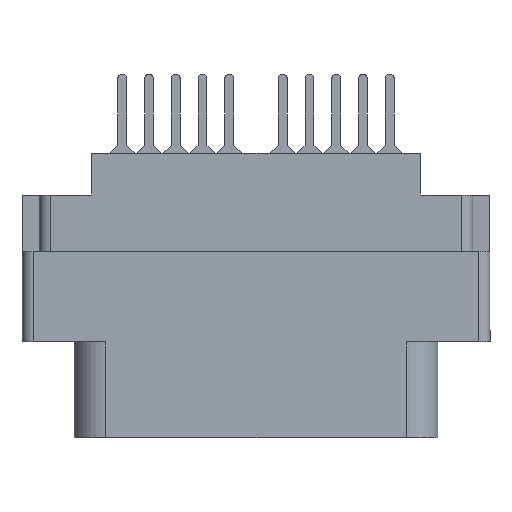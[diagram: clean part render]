
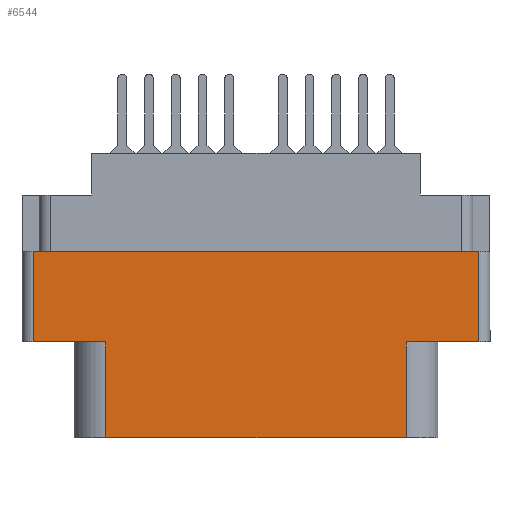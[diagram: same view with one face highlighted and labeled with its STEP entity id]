
A CAD part, front view. The second image highlights one B-rep face of the part: STEP entity #6544.
In plain terms, the highlighted planar face has unit normal (0, -1, 0).
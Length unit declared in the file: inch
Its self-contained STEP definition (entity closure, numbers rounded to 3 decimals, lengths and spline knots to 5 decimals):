
#335 = LINE ( 'NONE', #14695, #1012 ) ;
#521 = EDGE_CURVE ( 'NONE', #20792, #13598, #335, .T. ) ;
#557 = EDGE_CURVE ( 'NONE', #2875, #26684, #24241, .T. ) ;
#1012 = VECTOR ( 'NONE', #7847, 39.37008 ) ;
#2730 = PLANE ( 'NONE',  #6609 ) ;
#2875 = VERTEX_POINT ( 'NONE', #24001 ) ;
#3062 = LINE ( 'NONE', #5088, #22881 ) ;
#4260 = VERTEX_POINT ( 'NONE', #17517 ) ;
#4748 = VECTOR ( 'NONE', #8497, 39.37008 ) ;
#5088 = CARTESIAN_POINT ( 'NONE',  ( 0.624, -0.343, -0.798 ) ) ;
#5770 = LINE ( 'NONE', #6331, #4748 ) ;
#6331 = CARTESIAN_POINT ( 'NONE',  ( -0.624, -0.343, -0.798 ) ) ;
#6544 = ADVANCED_FACE ( 'NONE', ( #18424 ), #2730, .T. ) ;
#6592 = ORIENTED_EDGE ( 'NONE', *, *, #557, .T. ) ;
#6609 = AXIS2_PLACEMENT_3D ( 'NONE', #24214, #24579, #17678 ) ;
#6774 = CARTESIAN_POINT ( 'NONE',  ( 0.42052, -0.343, -0.529 ) ) ;
#7029 = ORIENTED_EDGE ( 'NONE', *, *, #10756, .T. ) ;
#7522 = DIRECTION ( 'NONE',  ( 1., 0., 0. ) ) ;
#7847 = DIRECTION ( 'NONE',  ( 0., 0., 1. ) ) ;
#7926 = EDGE_CURVE ( 'NONE', #26684, #20792, #20587, .T. ) ;
#8497 = DIRECTION ( 'NONE',  ( 0., 0., -1. ) ) ;
#8902 = ORIENTED_EDGE ( 'NONE', *, *, #7926, .T. ) ;
#9649 = VERTEX_POINT ( 'NONE', #21152 ) ;
#10018 = EDGE_LOOP ( 'NONE', ( #20045, #13662, #27897, #6592, #8902, #10072, #26769, #7029 ) ) ;
#10072 = ORIENTED_EDGE ( 'NONE', *, *, #521, .T. ) ;
#10756 = EDGE_CURVE ( 'NONE', #4260, #27130, #3062, .T. ) ;
#11308 = CARTESIAN_POINT ( 'NONE',  ( -0.42052, -0.343, -0.798 ) ) ;
#11727 = LINE ( 'NONE', #17565, #12790 ) ;
#12535 = DIRECTION ( 'NONE',  ( 1., 0., 0. ) ) ;
#12594 = CARTESIAN_POINT ( 'NONE',  ( 0., -0.343, -0.529 ) ) ;
#12790 = VECTOR ( 'NONE', #13197, 39.37008 ) ;
#12924 = LINE ( 'NONE', #21214, #16319 ) ;
#13197 = DIRECTION ( 'NONE',  ( 1., 0., 0. ) ) ;
#13421 = VECTOR ( 'NONE', #7522, 39.37008 ) ;
#13598 = VERTEX_POINT ( 'NONE', #6774 ) ;
#13662 = ORIENTED_EDGE ( 'NONE', *, *, #18957, .T. ) ;
#14194 = CARTESIAN_POINT ( 'NONE',  ( 0.42052, -0.343, -0.798 ) ) ;
#14596 = DIRECTION ( 'NONE',  ( -1., 0., 0. ) ) ;
#14695 = CARTESIAN_POINT ( 'NONE',  ( 0.42052, -0.343, -0.529 ) ) ;
#15944 = VECTOR ( 'NONE', #14596, 39.37008 ) ;
#16319 = VECTOR ( 'NONE', #12535, 39.37008 ) ;
#17512 = VERTEX_POINT ( 'NONE', #25179 ) ;
#17517 = CARTESIAN_POINT ( 'NONE',  ( 0.624, -0.343, -0.529 ) ) ;
#17565 = CARTESIAN_POINT ( 'NONE',  ( 0., -0.343, -0.274 ) ) ;
#17678 = DIRECTION ( 'NONE',  ( 0., 0., -1. ) ) ;
#18424 = FACE_OUTER_BOUND ( 'NONE', #10018, .T. ) ;
#18957 = EDGE_CURVE ( 'NONE', #17512, #9649, #5770, .T. ) ;
#18958 = CARTESIAN_POINT ( 'NONE',  ( -0.42052, -0.343, -0.798 ) ) ;
#20045 = ORIENTED_EDGE ( 'NONE', *, *, #21847, .F. ) ;
#20319 = DIRECTION ( 'NONE',  ( 0., 0., 1. ) ) ;
#20587 = LINE ( 'NONE', #23001, #13421 ) ;
#20792 = VERTEX_POINT ( 'NONE', #14194 ) ;
#20800 = VECTOR ( 'NONE', #23399, 39.37008 ) ;
#21152 = CARTESIAN_POINT ( 'NONE',  ( -0.624, -0.343, -0.529 ) ) ;
#21214 = CARTESIAN_POINT ( 'NONE',  ( 0., -0.343, -0.529 ) ) ;
#21776 = LINE ( 'NONE', #12594, #15944 ) ;
#21847 = EDGE_CURVE ( 'NONE', #17512, #27130, #11727, .T. ) ;
#22881 = VECTOR ( 'NONE', #20319, 39.37008 ) ;
#23001 = CARTESIAN_POINT ( 'NONE',  ( -0.656, -0.343, -0.798 ) ) ;
#23399 = DIRECTION ( 'NONE',  ( 0., 0., -1. ) ) ;
#23528 = EDGE_CURVE ( 'NONE', #9649, #2875, #12924, .T. ) ;
#24001 = CARTESIAN_POINT ( 'NONE',  ( -0.42052, -0.343, -0.529 ) ) ;
#24163 = EDGE_CURVE ( 'NONE', #4260, #13598, #21776, .T. ) ;
#24214 = CARTESIAN_POINT ( 'NONE',  ( -0.656, -0.343, -0.798 ) ) ;
#24241 = LINE ( 'NONE', #18958, #20800 ) ;
#24579 = DIRECTION ( 'NONE',  ( 0., -1., 0. ) ) ;
#25179 = CARTESIAN_POINT ( 'NONE',  ( -0.624, -0.343, -0.274 ) ) ;
#25262 = CARTESIAN_POINT ( 'NONE',  ( 0.624, -0.343, -0.274 ) ) ;
#26684 = VERTEX_POINT ( 'NONE', #11308 ) ;
#26769 = ORIENTED_EDGE ( 'NONE', *, *, #24163, .F. ) ;
#27130 = VERTEX_POINT ( 'NONE', #25262 ) ;
#27897 = ORIENTED_EDGE ( 'NONE', *, *, #23528, .T. ) ;
